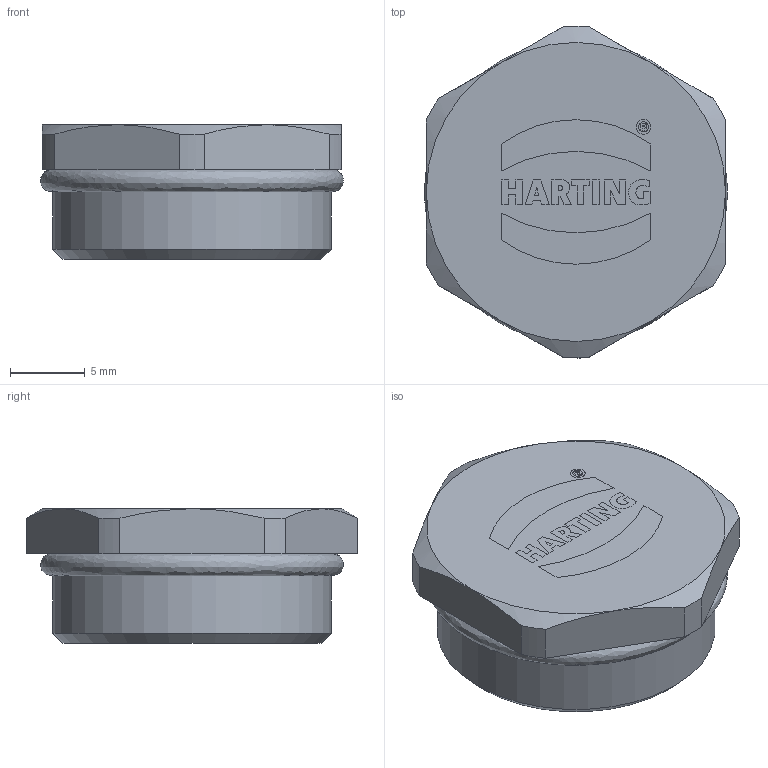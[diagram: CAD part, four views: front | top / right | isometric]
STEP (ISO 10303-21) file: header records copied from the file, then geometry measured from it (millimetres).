
FILE_DESCRIPTION(/* description */ (''),/* implementation_level */ '2;1');
FILE_NAME(/* name */ '100644754ugm000_a.stp',/* time_stamp */ '2015-10-20T12:48:42+02:00',/* author */ (''),/* organization */ (''),/* preprocessor_version */ 'ST-DEVELOPER v15',/* originating_system */ 'SIEMENS PLM Software NX 8.5',/* authorisation */ '');
FILE_SCHEMA (('AUTOMOTIVE_DESIGN { 1 0 10303 214 3 1 1 1 }'));
Length unit declared in the file: millimetre
Products named in the file (1): 100644754ugm000_a
Bounding box: 20.25 x 22.19 x 9 mm (x, y, z)
Volume: 1637.5 mm3; surface area: 1518.6 mm2
Topology: 1 solids, 1 shells, 42 faces, 223 edges, 280 vertices
Faces by surface type: plane 25, cylinder 8, cone 8, bspline 1
Full cylindrical faces by diameter (mm): 15 x1, 18.6 x1
Entity records: 3025 total; most frequent: CARTESIAN_POINT 781, DIRECTION 314, ORIENTED_EDGE 272, LINE 156, VECTOR 156, EDGE_CURVE 136, PRESENTATION_STYLE_ASSIGNMENT 125, VERTEX_POINT 118
